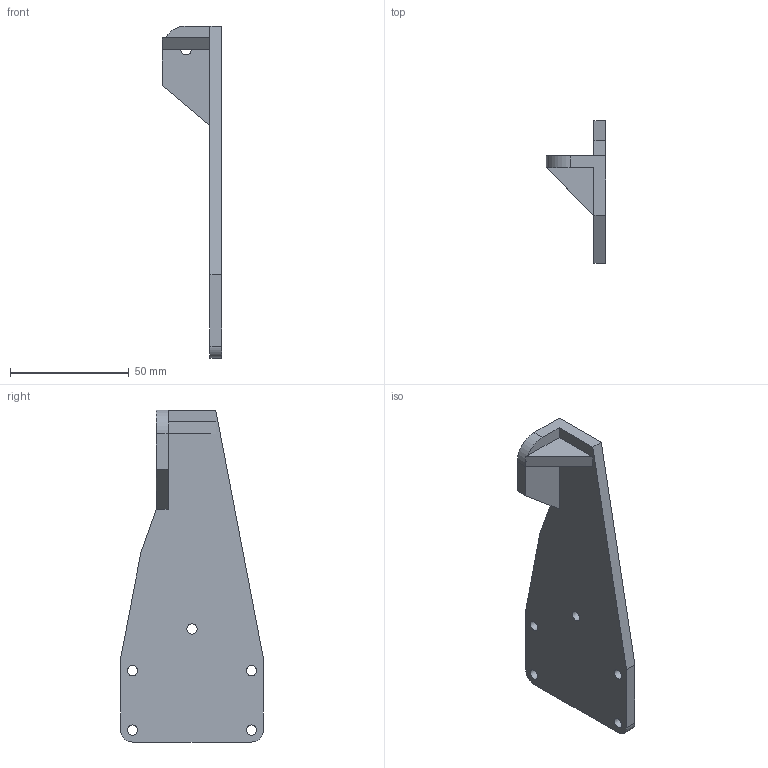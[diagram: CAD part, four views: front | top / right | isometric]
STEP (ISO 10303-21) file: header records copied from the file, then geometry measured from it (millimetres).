
FILE_DESCRIPTION(('FreeCAD Model'),'2;1');
FILE_NAME('Open CASCADE Shape Model','2025-02-26T14:34:55',(''),(''), 'Open CASCADE STEP processor 7.7','FreeCAD','Unknown');
FILE_SCHEMA(('AUTOMOTIVE_DESIGN { 1 0 10303 214 1 1 1 1 }'));
Length unit declared in the file: millimetre
Products named in the file (1): Slides Mount
Bounding box: 25 x 60 x 139.5 mm (x, y, z)
Volume: 35130.8 mm3; surface area: 16463.4 mm2
Topology: 1 solids, 1 shells, 30 faces, 80 edges, 50 vertices
Faces by surface type: plane 20, cylinder 10
Full cylindrical faces by diameter (mm): 4.35 x7
Entity records: 978 total; most frequent: DIRECTION 166, CARTESIAN_POINT 161, ORIENTED_EDGE 160, EDGE_CURVE 80, LINE 56, VECTOR 56, AXIS2_PLACEMENT_3D 55, VERTEX_POINT 50
